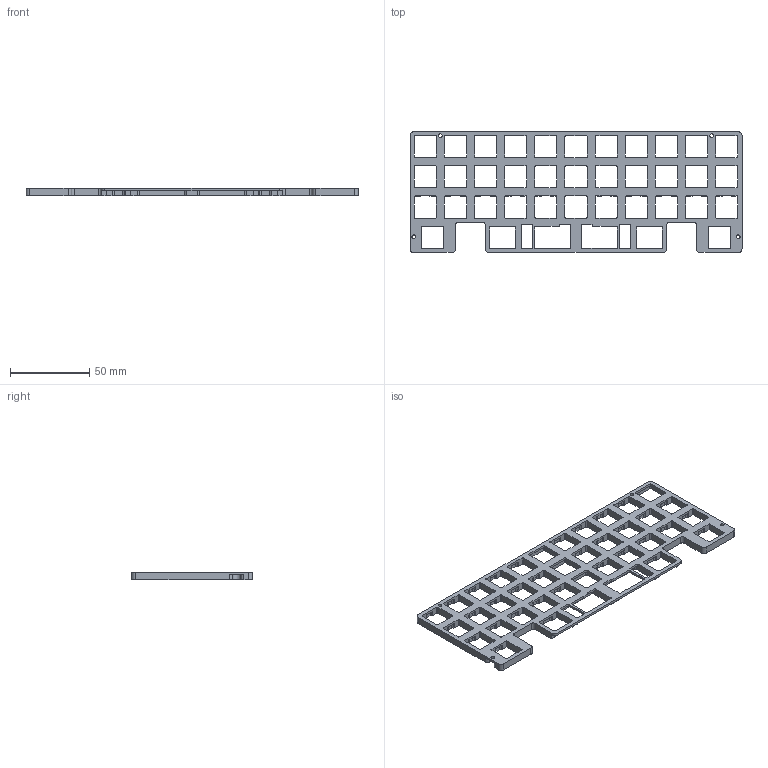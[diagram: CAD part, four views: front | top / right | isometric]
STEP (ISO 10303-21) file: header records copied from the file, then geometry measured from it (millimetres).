
FILE_DESCRIPTION(/* description */ (''),/* implementation_level */ '2;1');
FILE_NAME(/* name */ 'wkl plate ortho hotswap.step',/* time_stamp */ '2024-05-16T10:51:51-04:00',/* author */ (''),/* organization */ (''),/* preprocessor_version */ 'ST-DEVELOPER v20',/* originating_system */ 'Autodesk Translation Framework v12.20.1.177',/* authorisation */ '');
FILE_SCHEMA (('AUTOMOTIVE_DESIGN { 1 0 10303 214 3 1 1 }'));
Length unit declared in the file: millimetre
Products named in the file (1): (Unsaved)
Bounding box: 209.8 x 76.45 x 4.75 mm (x, y, z)
Volume: 30259.8 mm3; surface area: 27785.4 mm2
Topology: 1 solids, 1 shells, 817 faces, 2456 edges, 1636 vertices
Faces by surface type: cylinder 467, plane 350
Full cylindrical faces by diameter (mm): 2.3 x4
Entity records: 28154 total; most frequent: DIRECTION 5028, ORIENTED_EDGE 4912, CARTESIAN_POINT 4910, EDGE_CURVE 2456, AXIS2_PLACEMENT_3D 1754, VERTEX_POINT 1636, LINE 1520, VECTOR 1520
